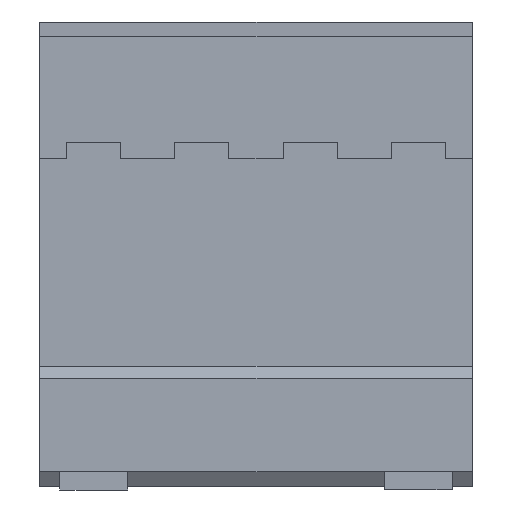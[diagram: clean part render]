
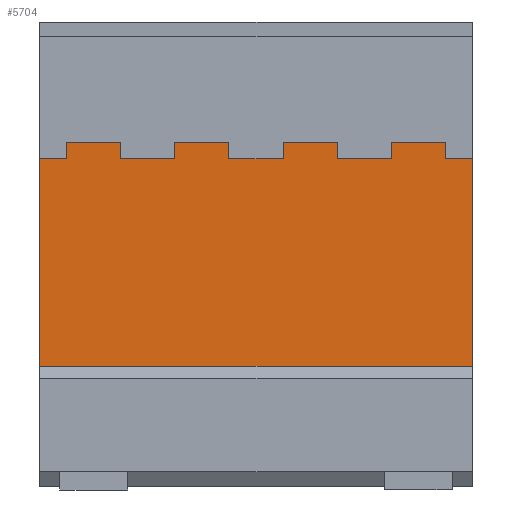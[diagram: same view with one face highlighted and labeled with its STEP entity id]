
A CAD part, front view. The second image highlights one B-rep face of the part: STEP entity #5704.
In plain terms, the highlighted planar face has unit normal (0, -1, 0).
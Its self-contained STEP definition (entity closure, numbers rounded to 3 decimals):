
#282 = EDGE_CURVE ( 'NONE', #7975, #33146, #32584, .T. ) ;
#2028 = CARTESIAN_POINT ( 'NONE',  ( -63., -26.75, -18.65 ) ) ;
#2283 = FACE_OUTER_BOUND ( 'NONE', #25480, .T. ) ;
#5704 = ADVANCED_FACE ( 'NONE', ( #2283 ), #10737, .F. ) ;
#7975 = VERTEX_POINT ( 'NONE', #9461 ) ;
#9461 = CARTESIAN_POINT ( 'NONE',  ( 9., -26.75, -18.65 ) ) ;
#9463 = DIRECTION ( 'NONE',  ( -1., 0., 0. ) ) ;
#9945 = VECTOR ( 'NONE', #33975, 1000. ) ;
#10737 = PLANE ( 'NONE',  #48303 ) ;
#11505 = VERTEX_POINT ( 'NONE', #59152 ) ;
#13972 = LINE ( 'NONE', #14916, #9945 ) ;
#14193 = ORIENTED_EDGE ( 'NONE', *, *, #29673, .F. ) ;
#14916 = CARTESIAN_POINT ( 'NONE',  ( 9., -26.75, 22.425 ) ) ;
#16509 = ORIENTED_EDGE ( 'NONE', *, *, #282, .F. ) ;
#20603 = VECTOR ( 'NONE', #44717, 1000. ) ;
#24203 = CARTESIAN_POINT ( 'NONE',  ( -63., -26.75, 22.425 ) ) ;
#24821 = DIRECTION ( 'NONE',  ( 0., 0., 1. ) ) ;
#25480 = EDGE_LOOP ( 'NONE', ( #14193, #43601, #61667, #16509 ) ) ;
#29203 = LINE ( 'NONE', #24203, #47521 ) ;
#29673 = EDGE_CURVE ( 'NONE', #49664, #7975, #13972, .T. ) ;
#29777 = DIRECTION ( 'NONE',  ( 0., 0., 1. ) ) ;
#32276 = CARTESIAN_POINT ( 'NONE',  ( -27.001, -26.75, -18.65 ) ) ;
#32584 = LINE ( 'NONE', #32276, #46830 ) ;
#33146 = VERTEX_POINT ( 'NONE', #2028 ) ;
#33975 = DIRECTION ( 'NONE',  ( 0., 0., -1. ) ) ;
#34805 = CARTESIAN_POINT ( 'NONE',  ( -27.001, -26.75, 18.65 ) ) ;
#38829 = LINE ( 'NONE', #44417, #20603 ) ;
#40399 = DIRECTION ( 'NONE',  ( 0., 1., 0. ) ) ;
#43257 = EDGE_CURVE ( 'NONE', #33146, #11505, #29203, .T. ) ;
#43601 = ORIENTED_EDGE ( 'NONE', *, *, #55201, .F. ) ;
#44417 = CARTESIAN_POINT ( 'NONE',  ( -27.001, -26.75, 18.65 ) ) ;
#44717 = DIRECTION ( 'NONE',  ( 1., 0., 0. ) ) ;
#46830 = VECTOR ( 'NONE', #9463, 1000. ) ;
#47521 = VECTOR ( 'NONE', #24821, 1000. ) ;
#48303 = AXIS2_PLACEMENT_3D ( 'NONE', #34805, #40399, #29777 ) ;
#49664 = VERTEX_POINT ( 'NONE', #57234 ) ;
#55201 = EDGE_CURVE ( 'NONE', #11505, #49664, #38829, .T. ) ;
#57234 = CARTESIAN_POINT ( 'NONE',  ( 9., -26.75, 18.65 ) ) ;
#59152 = CARTESIAN_POINT ( 'NONE',  ( -63., -26.75, 18.65 ) ) ;
#61667 = ORIENTED_EDGE ( 'NONE', *, *, #43257, .F. ) ;
